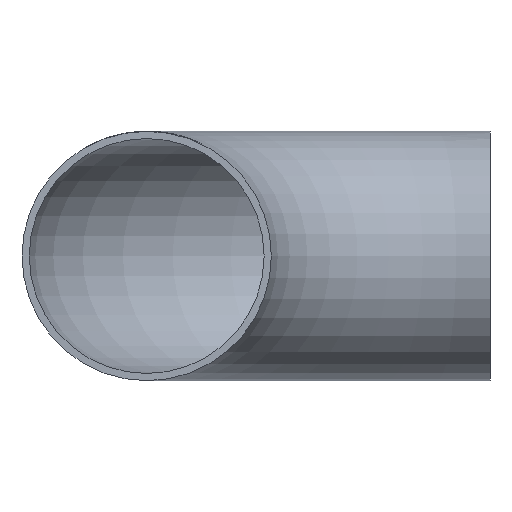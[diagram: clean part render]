
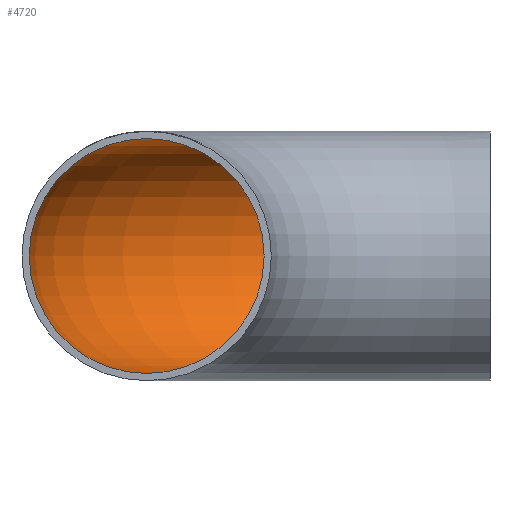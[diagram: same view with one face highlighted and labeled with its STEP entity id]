
A CAD part, front view. The second image highlights one B-rep face of the part: STEP entity #4720.
In plain terms, the highlighted toroidal (fillet/blend) face has major radius 95 mm and minor radius 32.5 mm.
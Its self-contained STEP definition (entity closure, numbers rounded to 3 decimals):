
#235 = DIRECTION ( 'NONE',  ( 0., 0., -1. ) ) ;
#236 = CIRCLE ( 'NONE', #8174, 32.5 ) ;
#1023 = DIRECTION ( 'NONE',  ( -1., 0., 0. ) ) ;
#1072 = CARTESIAN_POINT ( 'NONE',  ( 0., 95., 0. ) ) ;
#1268 = FACE_OUTER_BOUND ( 'NONE', #3460, .T. ) ;
#1614 = VERTEX_POINT ( 'NONE', #2920 ) ;
#2590 = DIRECTION ( 'NONE',  ( 0., 1., 0. ) ) ;
#2920 = CARTESIAN_POINT ( 'NONE',  ( 0., 127.5, 0. ) ) ;
#3402 = AXIS2_PLACEMENT_3D ( 'NONE', #7602, #3817, #9134 ) ;
#3460 = EDGE_LOOP ( 'NONE', ( #4317 ) ) ;
#3817 = DIRECTION ( 'NONE',  ( 0., 1., 0. ) ) ;
#4317 = ORIENTED_EDGE ( 'NONE', *, *, #8179, .F. ) ;
#4562 = EDGE_LOOP ( 'NONE', ( #5400 ) ) ;
#4720 = ADVANCED_FACE ( 'NONE', ( #6514, #1268 ), #5059, .F. ) ;
#5024 = CARTESIAN_POINT ( 'NONE',  ( -95., 0., 32.5 ) ) ;
#5059 = TOROIDAL_SURFACE ( 'NONE', #5339, 95., 32.5 ) ;
#5339 = AXIS2_PLACEMENT_3D ( 'NONE', #5568, #235, #1023 ) ;
#5400 = ORIENTED_EDGE ( 'NONE', *, *, #7828, .T. ) ;
#5516 = DIRECTION ( 'NONE',  ( 1., 0., 0. ) ) ;
#5568 = CARTESIAN_POINT ( 'NONE',  ( 0., 0., 0. ) ) ;
#6514 = FACE_OUTER_BOUND ( 'NONE', #4562, .T. ) ;
#6781 = CIRCLE ( 'NONE', #3402, 32.5 ) ;
#7602 = CARTESIAN_POINT ( 'NONE',  ( -95., 0., 0. ) ) ;
#7828 = EDGE_CURVE ( 'NONE', #1614, #1614, #236, .T. ) ;
#8174 = AXIS2_PLACEMENT_3D ( 'NONE', #1072, #5516, #2590 ) ;
#8179 = EDGE_CURVE ( 'NONE', #8987, #8987, #6781, .T. ) ;
#8987 = VERTEX_POINT ( 'NONE', #5024 ) ;
#9134 = DIRECTION ( 'NONE',  ( 0., 0., 1. ) ) ;
